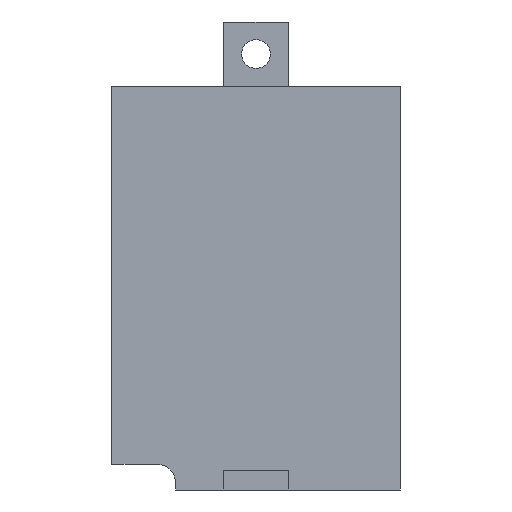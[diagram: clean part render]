
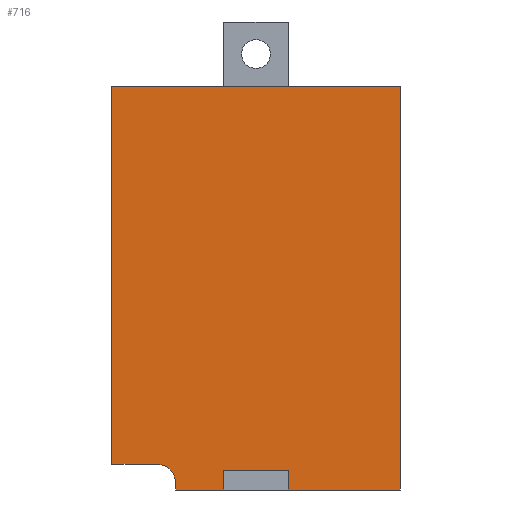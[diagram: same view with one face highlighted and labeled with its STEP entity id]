
A CAD part, left-side view. The second image highlights one B-rep face of the part: STEP entity #716.
In plain terms, the highlighted planar face has unit normal (-1, 0, 0).
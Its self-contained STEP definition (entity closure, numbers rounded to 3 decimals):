
#32=PLANE('',#778);
#68=FACE_OUTER_BOUND('',#106,.T.);
#106=EDGE_LOOP('',(#575,#576,#577,#578,#579,#580,#581,#582,#583,#584,#585));
#134=LINE('',#1013,#224);
#160=LINE('',#1079,#250);
#165=LINE('',#1094,#255);
#173=LINE('',#1109,#263);
#174=LINE('',#1111,#264);
#175=LINE('',#1114,#265);
#176=LINE('',#1115,#266);
#177=LINE('',#1117,#267);
#178=LINE('',#1118,#268);
#179=LINE('',#1119,#269);
#224=VECTOR('',#822,10.);
#250=VECTOR('',#880,10.);
#255=VECTOR('',#893,10.);
#263=VECTOR('',#905,10.);
#264=VECTOR('',#908,10.);
#265=VECTOR('',#911,10.);
#266=VECTOR('',#912,10.);
#267=VECTOR('',#913,10.);
#268=VECTOR('',#914,10.);
#269=VECTOR('',#915,10.);
#308=CIRCLE('',#753,3.);
#325=VERTEX_POINT('',#1003);
#326=VERTEX_POINT('',#1005);
#328=VERTEX_POINT('',#1011);
#351=VERTEX_POINT('',#1076);
#352=VERTEX_POINT('',#1078);
#356=VERTEX_POINT('',#1090);
#358=VERTEX_POINT('',#1093);
#362=VERTEX_POINT('',#1105);
#363=VERTEX_POINT('',#1107);
#364=VERTEX_POINT('',#1113);
#365=VERTEX_POINT('',#1116);
#394=EDGE_CURVE('',#325,#326,#308,.T.);
#398=EDGE_CURVE('',#325,#328,#134,.T.);
#430=EDGE_CURVE('',#351,#352,#160,.T.);
#437=EDGE_CURVE('',#358,#356,#165,.T.);
#445=EDGE_CURVE('',#362,#363,#173,.T.);
#446=EDGE_CURVE('',#363,#358,#174,.T.);
#447=EDGE_CURVE('',#356,#364,#175,.T.);
#448=EDGE_CURVE('',#364,#352,#176,.T.);
#449=EDGE_CURVE('',#365,#351,#177,.T.);
#450=EDGE_CURVE('',#365,#326,#178,.T.);
#451=EDGE_CURVE('',#328,#362,#179,.T.);
#575=ORIENTED_EDGE('',*,*,#445,.T.);
#576=ORIENTED_EDGE('',*,*,#446,.T.);
#577=ORIENTED_EDGE('',*,*,#437,.T.);
#578=ORIENTED_EDGE('',*,*,#447,.T.);
#579=ORIENTED_EDGE('',*,*,#448,.T.);
#580=ORIENTED_EDGE('',*,*,#430,.F.);
#581=ORIENTED_EDGE('',*,*,#449,.F.);
#582=ORIENTED_EDGE('',*,*,#450,.T.);
#583=ORIENTED_EDGE('',*,*,#394,.F.);
#584=ORIENTED_EDGE('',*,*,#398,.T.);
#585=ORIENTED_EDGE('',*,*,#451,.T.);
#716=ADVANCED_FACE('',(#68),#32,.T.);
#753=AXIS2_PLACEMENT_3D('',#1006,#815,#816);
#778=AXIS2_PLACEMENT_3D('',#1112,#909,#910);
#815=DIRECTION('center_axis',(-1.,0.,0.));
#816=DIRECTION('ref_axis',(0.,-0.707,0.707));
#822=DIRECTION('',(0.,0.,-1.));
#880=DIRECTION('',(0.,-1.,0.));
#893=DIRECTION('',(0.,0.,-1.));
#905=DIRECTION('',(0.,0.,1.));
#908=DIRECTION('',(0.,-1.,0.));
#909=DIRECTION('center_axis',(-1.,0.,0.));
#910=DIRECTION('ref_axis',(0.,-1.,0.));
#911=DIRECTION('',(0.,-1.,0.));
#912=DIRECTION('',(0.,0.,1.));
#913=DIRECTION('',(0.,0.,1.));
#914=DIRECTION('',(0.,-1.,0.));
#915=DIRECTION('',(0.,-1.,0.));
#1003=CARTESIAN_POINT('',(0.,35.,1.));
#1005=CARTESIAN_POINT('',(0.,38.,4.));
#1006=CARTESIAN_POINT('Origin',(0.,38.,1.));
#1011=CARTESIAN_POINT('',(0.,35.,0.));
#1013=CARTESIAN_POINT('',(0.,35.,0.));
#1076=CARTESIAN_POINT('',(0.,45.,63.));
#1078=CARTESIAN_POINT('',(0.,0.,63.));
#1079=CARTESIAN_POINT('',(0.,45.,63.));
#1090=CARTESIAN_POINT('',(0.,17.5,0.));
#1093=CARTESIAN_POINT('',(0.,17.5,3.));
#1094=CARTESIAN_POINT('',(0.,17.5,0.));
#1105=CARTESIAN_POINT('',(0.,27.5,0.));
#1107=CARTESIAN_POINT('',(0.,27.5,3.));
#1109=CARTESIAN_POINT('',(0.,27.5,0.));
#1111=CARTESIAN_POINT('',(0.,33.75,3.));
#1112=CARTESIAN_POINT('Origin',(0.,45.,0.));
#1113=CARTESIAN_POINT('',(0.,0.,0.));
#1114=CARTESIAN_POINT('',(0.,45.,0.));
#1115=CARTESIAN_POINT('',(0.,0.,0.));
#1116=CARTESIAN_POINT('',(0.,45.,4.));
#1117=CARTESIAN_POINT('',(0.,45.,0.));
#1118=CARTESIAN_POINT('',(0.,40.,4.));
#1119=CARTESIAN_POINT('',(0.,45.,0.));
